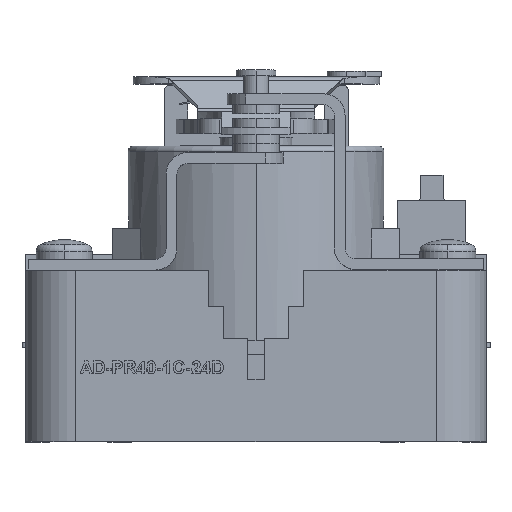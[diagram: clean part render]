
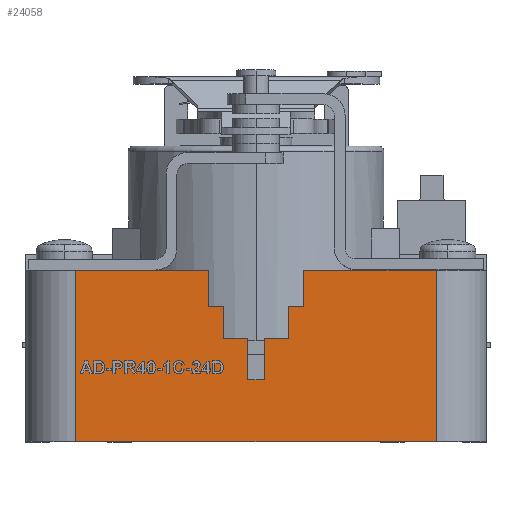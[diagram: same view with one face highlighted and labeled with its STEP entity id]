
A CAD part, top view. The second image highlights one B-rep face of the part: STEP entity #24058.
In plain terms, the highlighted planar face has unit normal (0, 0, 1).
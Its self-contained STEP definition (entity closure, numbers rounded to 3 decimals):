
#872 = CARTESIAN_POINT ( 'NONE',  ( 25., 12., 32. ) ) ;
#928 = VECTOR ( 'NONE', #29274, 1000. ) ;
#1248 = EDGE_CURVE ( 'NONE', #13647, #2451, #16684, .T. ) ;
#1282 = DIRECTION ( 'NONE',  ( 0., 1., 0. ) ) ;
#1325 = DIRECTION ( 'NONE',  ( 0., 1., 0. ) ) ;
#1476 = CARTESIAN_POINT ( 'NONE',  ( 4.5, 14.25, 32. ) ) ;
#1845 = EDGE_CURVE ( 'NONE', #15521, #20464, #12639, .T. ) ;
#2064 = CARTESIAN_POINT ( 'NONE',  ( -6.625, 18.75, 32. ) ) ;
#2292 = VECTOR ( 'NONE', #25908, 1000. ) ;
#2451 = VERTEX_POINT ( 'NONE', #19197 ) ;
#2488 = CARTESIAN_POINT ( 'NONE',  ( 4.5, 14.25, 32. ) ) ;
#2622 = VECTOR ( 'NONE', #15446, 1000. ) ;
#2804 = VERTEX_POINT ( 'NONE', #6140 ) ;
#2824 = VECTOR ( 'NONE', #3265, 1000. ) ;
#2860 = ORIENTED_EDGE ( 'NONE', *, *, #24322, .T. ) ;
#2899 = VECTOR ( 'NONE', #22782, 1000. ) ;
#3105 = CARTESIAN_POINT ( 'NONE',  ( 25., 23.75, 32. ) ) ;
#3217 = DIRECTION ( 'NONE',  ( -1., 0., 0. ) ) ;
#3265 = DIRECTION ( 'NONE',  ( 0., -1., 0. ) ) ;
#3342 = ORIENTED_EDGE ( 'NONE', *, *, #15302, .T. ) ;
#3565 = CARTESIAN_POINT ( 'NONE',  ( 6.625, 18.75, 32. ) ) ;
#3825 = VECTOR ( 'NONE', #16535, 1000. ) ;
#4113 = ORIENTED_EDGE ( 'NONE', *, *, #14513, .F. ) ;
#4210 = CARTESIAN_POINT ( 'NONE',  ( 1.125, 8.5, 32. ) ) ;
#4416 = DIRECTION ( 'NONE',  ( 0., 1., 0. ) ) ;
#4626 = ORIENTED_EDGE ( 'NONE', *, *, #14351, .T. ) ;
#4664 = VERTEX_POINT ( 'NONE', #11750 ) ;
#5079 = CARTESIAN_POINT ( 'NONE',  ( -25., 0., 32. ) ) ;
#5135 = ORIENTED_EDGE ( 'NONE', *, *, #11035, .T. ) ;
#5836 = CARTESIAN_POINT ( 'NONE',  ( 1.125, 8.5, 32. ) ) ;
#6140 = CARTESIAN_POINT ( 'NONE',  ( -1.125, 8.5, 32. ) ) ;
#6316 = EDGE_CURVE ( 'NONE', #2804, #11183, #26197, .T. ) ;
#6697 = VECTOR ( 'NONE', #1282, 1000. ) ;
#6981 = LINE ( 'NONE', #3565, #12456 ) ;
#7497 = VERTEX_POINT ( 'NONE', #2488 ) ;
#7823 = DIRECTION ( 'NONE',  ( 1., 0., 0. ) ) ;
#7832 = PLANE ( 'NONE',  #11336 ) ;
#7895 = CARTESIAN_POINT ( 'NONE',  ( 4.5, 18.75, 32. ) ) ;
#8889 = LINE ( 'NONE', #1476, #2622 ) ;
#9151 = CARTESIAN_POINT ( 'NONE',  ( -4.5, 18.75, 32. ) ) ;
#9617 = ORIENTED_EDGE ( 'NONE', *, *, #25491, .T. ) ;
#9829 = VERTEX_POINT ( 'NONE', #22737 ) ;
#10027 = EDGE_CURVE ( 'NONE', #19248, #24888, #14001, .T. ) ;
#10444 = ORIENTED_EDGE ( 'NONE', *, *, #18972, .T. ) ;
#10447 = EDGE_CURVE ( 'NONE', #7497, #4664, #8889, .T. ) ;
#11035 = EDGE_CURVE ( 'NONE', #22562, #2804, #26821, .T. ) ;
#11183 = VERTEX_POINT ( 'NONE', #25556 ) ;
#11336 = AXIS2_PLACEMENT_3D ( 'NONE', #872, #17159, #3217 ) ;
#11750 = CARTESIAN_POINT ( 'NONE',  ( 1.125, 14.25, 32. ) ) ;
#11922 = VECTOR ( 'NONE', #28190, 1000. ) ;
#12031 = DIRECTION ( 'NONE',  ( 0., 1., 0. ) ) ;
#12129 = CARTESIAN_POINT ( 'NONE',  ( -4.5, 14.25, 32. ) ) ;
#12137 = CARTESIAN_POINT ( 'NONE',  ( -1.125, 8.5, 32. ) ) ;
#12456 = VECTOR ( 'NONE', #17520, 1000. ) ;
#12633 = LINE ( 'NONE', #25854, #11922 ) ;
#12639 = LINE ( 'NONE', #13169, #928 ) ;
#12800 = EDGE_LOOP ( 'NONE', ( #3342, #20523, #10444, #4626, #13827, #4113, #27368, #2860, #26714, #22230, #28419, #5135, #30050, #9617, #28725, #18553 ) ) ;
#12899 = LINE ( 'NONE', #26706, #6697 ) ;
#13169 = CARTESIAN_POINT ( 'NONE',  ( 25., 12., 32. ) ) ;
#13647 = VERTEX_POINT ( 'NONE', #20199 ) ;
#13827 = ORIENTED_EDGE ( 'NONE', *, *, #1845, .F. ) ;
#14001 = LINE ( 'NONE', #12129, #19381 ) ;
#14351 = EDGE_CURVE ( 'NONE', #25461, #20464, #12633, .T. ) ;
#14388 = CARTESIAN_POINT ( 'NONE',  ( 25., 23.75, 32. ) ) ;
#14437 = VERTEX_POINT ( 'NONE', #7895 ) ;
#14449 = DIRECTION ( 'NONE',  ( -1., 0., 0. ) ) ;
#14513 = EDGE_CURVE ( 'NONE', #9829, #15521, #23756, .T. ) ;
#15070 = EDGE_CURVE ( 'NONE', #7497, #14437, #12899, .T. ) ;
#15302 = EDGE_CURVE ( 'NONE', #26696, #2451, #16824, .T. ) ;
#15446 = DIRECTION ( 'NONE',  ( -1., 0., 0. ) ) ;
#15521 = VERTEX_POINT ( 'NONE', #14388 ) ;
#16118 = VECTOR ( 'NONE', #14449, 1000. ) ;
#16233 = LINE ( 'NONE', #25580, #3825 ) ;
#16535 = DIRECTION ( 'NONE',  ( -1., 0., 0. ) ) ;
#16684 = LINE ( 'NONE', #3105, #22820 ) ;
#16824 = LINE ( 'NONE', #2064, #22961 ) ;
#16982 = LINE ( 'NONE', #22913, #29220 ) ;
#17159 = DIRECTION ( 'NONE',  ( 0., 0., -1. ) ) ;
#17315 = CARTESIAN_POINT ( 'NONE',  ( -25., 12., 32. ) ) ;
#17520 = DIRECTION ( 'NONE',  ( 0., 1., 0. ) ) ;
#18129 = LINE ( 'NONE', #5836, #29653 ) ;
#18196 = CARTESIAN_POINT ( 'NONE',  ( -4.5, 14.25, 32. ) ) ;
#18553 = ORIENTED_EDGE ( 'NONE', *, *, #27620, .T. ) ;
#18624 = VERTEX_POINT ( 'NONE', #20929 ) ;
#18972 = EDGE_CURVE ( 'NONE', #13647, #25461, #21368, .T. ) ;
#18975 = CARTESIAN_POINT ( 'NONE',  ( 4.5, 14.25, 32. ) ) ;
#19197 = CARTESIAN_POINT ( 'NONE',  ( -6.625, 23.75, 32. ) ) ;
#19248 = VERTEX_POINT ( 'NONE', #18196 ) ;
#19381 = VECTOR ( 'NONE', #12031, 1000. ) ;
#20199 = CARTESIAN_POINT ( 'NONE',  ( -25., 23.75, 32. ) ) ;
#20464 = VERTEX_POINT ( 'NONE', #28669 ) ;
#20523 = ORIENTED_EDGE ( 'NONE', *, *, #1248, .F. ) ;
#20929 = CARTESIAN_POINT ( 'NONE',  ( 6.625, 18.75, 32. ) ) ;
#21368 = LINE ( 'NONE', #17315, #2824 ) ;
#22230 = ORIENTED_EDGE ( 'NONE', *, *, #10447, .T. ) ;
#22249 = LINE ( 'NONE', #18975, #16118 ) ;
#22562 = VERTEX_POINT ( 'NONE', #23618 ) ;
#22737 = CARTESIAN_POINT ( 'NONE',  ( 6.625, 23.75, 32. ) ) ;
#22782 = DIRECTION ( 'NONE',  ( -1., 0., 0. ) ) ;
#22820 = VECTOR ( 'NONE', #7823, 1000. ) ;
#22913 = CARTESIAN_POINT ( 'NONE',  ( 6.625, 18.75, 32. ) ) ;
#22961 = VECTOR ( 'NONE', #4416, 1000. ) ;
#23618 = CARTESIAN_POINT ( 'NONE',  ( 1.125, 8.5, 32. ) ) ;
#23756 = LINE ( 'NONE', #26362, #27740 ) ;
#24006 = CARTESIAN_POINT ( 'NONE',  ( -6.625, 18.75, 32. ) ) ;
#24058 = ADVANCED_FACE ( 'NONE', ( #27809 ), #7832, .F. ) ;
#24229 = DIRECTION ( 'NONE',  ( 1., 0., 0. ) ) ;
#24322 = EDGE_CURVE ( 'NONE', #18624, #14437, #16982, .T. ) ;
#24888 = VERTEX_POINT ( 'NONE', #9151 ) ;
#25461 = VERTEX_POINT ( 'NONE', #5079 ) ;
#25491 = EDGE_CURVE ( 'NONE', #11183, #19248, #22249, .T. ) ;
#25556 = CARTESIAN_POINT ( 'NONE',  ( -1.125, 14.25, 32. ) ) ;
#25580 = CARTESIAN_POINT ( 'NONE',  ( 6.625, 18.75, 32. ) ) ;
#25854 = CARTESIAN_POINT ( 'NONE',  ( 25., 0., 32. ) ) ;
#25908 = DIRECTION ( 'NONE',  ( 0., 1., 0. ) ) ;
#26197 = LINE ( 'NONE', #12137, #2292 ) ;
#26362 = CARTESIAN_POINT ( 'NONE',  ( 25., 23.75, 32. ) ) ;
#26453 = EDGE_CURVE ( 'NONE', #22562, #4664, #18129, .T. ) ;
#26696 = VERTEX_POINT ( 'NONE', #24006 ) ;
#26706 = CARTESIAN_POINT ( 'NONE',  ( 4.5, 14.25, 32. ) ) ;
#26714 = ORIENTED_EDGE ( 'NONE', *, *, #15070, .F. ) ;
#26821 = LINE ( 'NONE', #4210, #2899 ) ;
#27368 = ORIENTED_EDGE ( 'NONE', *, *, #28982, .F. ) ;
#27620 = EDGE_CURVE ( 'NONE', #24888, #26696, #16233, .T. ) ;
#27740 = VECTOR ( 'NONE', #24229, 1000. ) ;
#27809 = FACE_OUTER_BOUND ( 'NONE', #12800, .T. ) ;
#28190 = DIRECTION ( 'NONE',  ( 1., 0., 0. ) ) ;
#28419 = ORIENTED_EDGE ( 'NONE', *, *, #26453, .F. ) ;
#28669 = CARTESIAN_POINT ( 'NONE',  ( 25., 0., 32. ) ) ;
#28725 = ORIENTED_EDGE ( 'NONE', *, *, #10027, .T. ) ;
#28982 = EDGE_CURVE ( 'NONE', #18624, #9829, #6981, .T. ) ;
#29220 = VECTOR ( 'NONE', #29926, 1000. ) ;
#29274 = DIRECTION ( 'NONE',  ( 0., -1., 0. ) ) ;
#29653 = VECTOR ( 'NONE', #1325, 1000. ) ;
#29926 = DIRECTION ( 'NONE',  ( -1., 0., 0. ) ) ;
#30050 = ORIENTED_EDGE ( 'NONE', *, *, #6316, .T. ) ;
